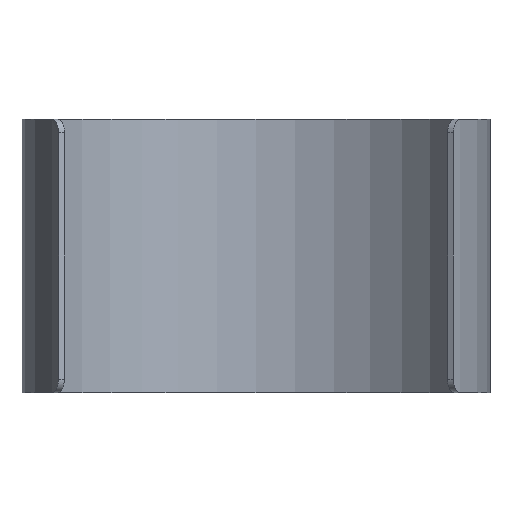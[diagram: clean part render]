
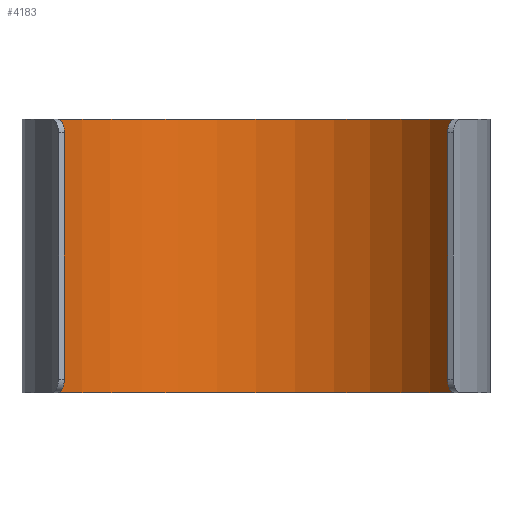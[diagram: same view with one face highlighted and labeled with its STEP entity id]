
A CAD part, front view. The second image highlights one B-rep face of the part: STEP entity #4183.
In plain terms, the highlighted cylindrical face has radius 16.6 mm (diameter 33.2 mm), a partial arc.
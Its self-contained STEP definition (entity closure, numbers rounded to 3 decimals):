
#129 = AXIS2_PLACEMENT_3D ( 'NONE', #6725, #1842, #9279 ) ;
#208 = DIRECTION ( 'NONE',  ( 0., 0., -1. ) ) ;
#348 = VERTEX_POINT ( 'NONE', #5751 ) ;
#433 = CARTESIAN_POINT ( 'NONE',  ( 0., 0., 10. ) ) ;
#784 = CARTESIAN_POINT ( 'NONE',  ( -16.6, 0., 10. ) ) ;
#853 = ORIENTED_EDGE ( 'NONE', *, *, #8210, .T. ) ;
#1303 = ORIENTED_EDGE ( 'NONE', *, *, #5449, .F. ) ;
#1466 = DIRECTION ( 'NONE',  ( 0., 0., -1. ) ) ;
#1741 = ORIENTED_EDGE ( 'NONE', *, *, #5559, .T. ) ;
#1763 = CIRCLE ( 'NONE', #2670, 16.6 ) ;
#1842 = DIRECTION ( 'NONE',  ( 0., 0., -1. ) ) ;
#1848 = CYLINDRICAL_SURFACE ( 'NONE', #3565, 16.6 ) ;
#2078 = CARTESIAN_POINT ( 'NONE',  ( 16.6, 0., 10. ) ) ;
#2670 = AXIS2_PLACEMENT_3D ( 'NONE', #433, #4740, #7604 ) ;
#2798 = EDGE_CURVE ( 'NONE', #6990, #7514, #1763, .T. ) ;
#3061 = DIRECTION ( 'NONE',  ( -1., 0., 0. ) ) ;
#3414 = VECTOR ( 'NONE', #6948, 1000. ) ;
#3565 = AXIS2_PLACEMENT_3D ( 'NONE', #5267, #208, #3061 ) ;
#4084 = LINE ( 'NONE', #9083, #3414 ) ;
#4183 = ADVANCED_FACE ( 'NONE', ( #8820 ), #1848, .F. ) ;
#4740 = DIRECTION ( 'NONE',  ( 0., 0., -1. ) ) ;
#5267 = CARTESIAN_POINT ( 'NONE',  ( 0., 0., 10. ) ) ;
#5359 = CIRCLE ( 'NONE', #129, 16.6 ) ;
#5449 = EDGE_CURVE ( 'NONE', #7514, #348, #4084, .T. ) ;
#5559 = EDGE_CURVE ( 'NONE', #6654, #348, #5359, .T. ) ;
#5725 = LINE ( 'NONE', #7904, #8995 ) ;
#5751 = CARTESIAN_POINT ( 'NONE',  ( 16.6, 0., -10. ) ) ;
#6654 = VERTEX_POINT ( 'NONE', #7494 ) ;
#6725 = CARTESIAN_POINT ( 'NONE',  ( 0., 0., -10. ) ) ;
#6948 = DIRECTION ( 'NONE',  ( 0., 0., -1. ) ) ;
#6990 = VERTEX_POINT ( 'NONE', #784 ) ;
#7494 = CARTESIAN_POINT ( 'NONE',  ( -16.6, 0., -10. ) ) ;
#7514 = VERTEX_POINT ( 'NONE', #2078 ) ;
#7604 = DIRECTION ( 'NONE',  ( -1., 0., 0. ) ) ;
#7904 = CARTESIAN_POINT ( 'NONE',  ( -16.6, 0., 10. ) ) ;
#8210 = EDGE_CURVE ( 'NONE', #6990, #6654, #5725, .T. ) ;
#8657 = EDGE_LOOP ( 'NONE', ( #1303, #8667, #853, #1741 ) ) ;
#8667 = ORIENTED_EDGE ( 'NONE', *, *, #2798, .F. ) ;
#8820 = FACE_OUTER_BOUND ( 'NONE', #8657, .T. ) ;
#8995 = VECTOR ( 'NONE', #1466, 1000. ) ;
#9083 = CARTESIAN_POINT ( 'NONE',  ( 16.6, 0., 10. ) ) ;
#9279 = DIRECTION ( 'NONE',  ( -1., 0., 0. ) ) ;
